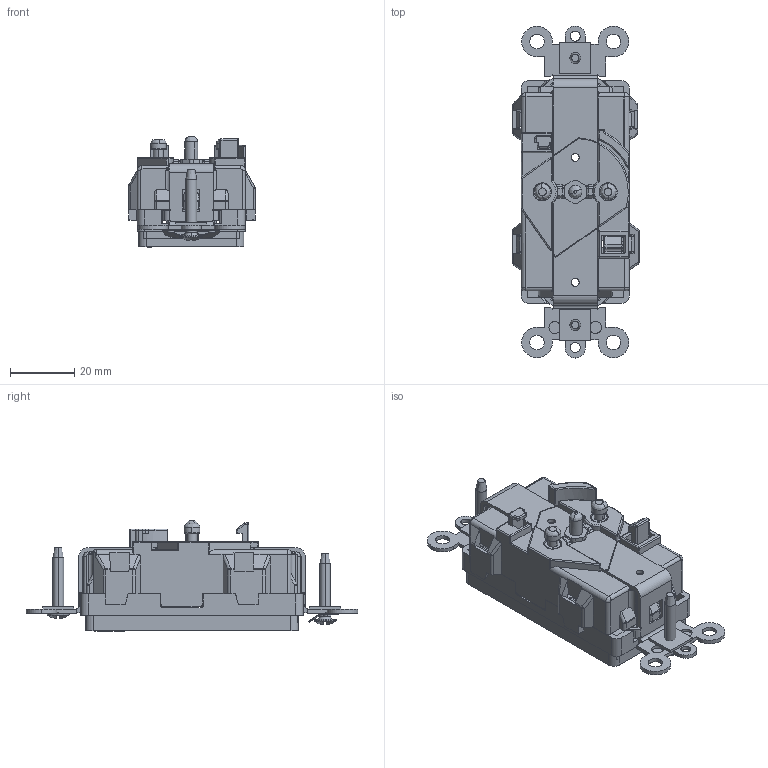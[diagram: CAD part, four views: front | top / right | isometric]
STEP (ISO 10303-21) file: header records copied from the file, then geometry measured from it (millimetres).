
FILE_DESCRIPTION (( 'STEP AP214' ), '1' );
FILE_NAME ('CATSTD-M1636-000-M01.STEP', '2020-09-30T14:25:29', ( '' ), ( '' ), 'SwSTEP 2.0', 'SolidWorks 2020', '' );
FILE_SCHEMA (( 'AUTOMOTIVE_DESIGN' ));
Length unit declared in the file: inch
Products named in the file (1): CATSTD-M1636-000-M01
Bounding box: 39.34 x 103.38 x 34.5 mm (x, y, z)
Volume: 21506.7 mm3; surface area: 26776.9 mm2
Topology: 11 solids, 11 shells, 1476 faces, 4014 edges, 2566 vertices
Faces by surface type: plane 905, cylinder 392, bspline 126, cone 48, torus 4, sphere 1
Entity records: 69929 total; most frequent: CARTESIAN_POINT 15189, ORIENTED_EDGE 7990, DIRECTION 6473, EDGE_CURVE 3995, LINE 2653, VECTOR 2653, VERTEX_POINT 2565, AXIS2_PLACEMENT_3D 1910
